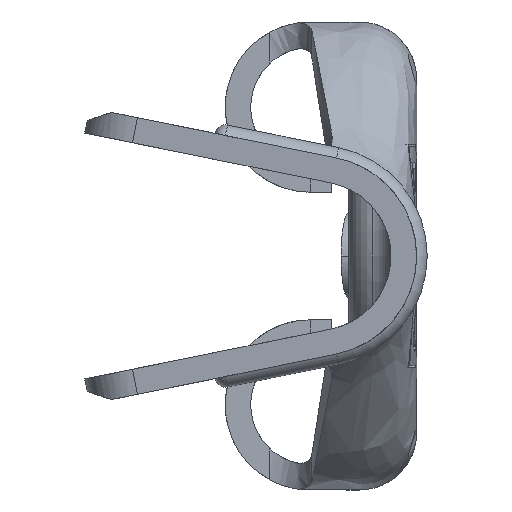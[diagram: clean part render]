
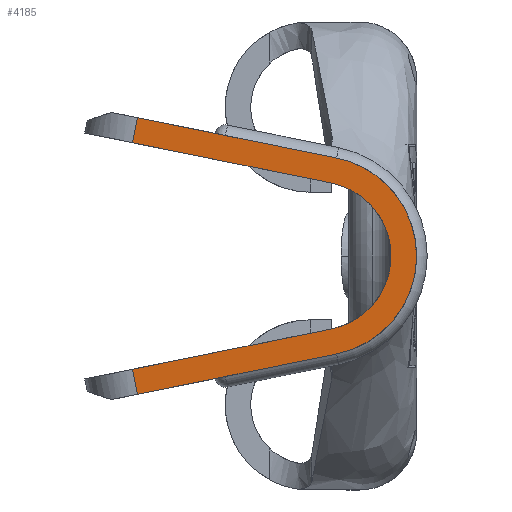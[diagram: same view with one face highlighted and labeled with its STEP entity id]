
A CAD part, left-side view. The second image highlights one B-rep face of the part: STEP entity #4185.
In plain terms, the highlighted planar face has unit normal (-0.996, 0.087, 0).
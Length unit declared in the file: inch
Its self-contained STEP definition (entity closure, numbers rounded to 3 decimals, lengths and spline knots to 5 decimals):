
#61 = EDGE_CURVE ( 'NONE', #2704, #3982, #5298, .T. ) ;
#118 = DIRECTION ( 'NONE',  ( 0.017, 0.199, -0.98 ) ) ;
#152 = EDGE_LOOP ( 'NONE', ( #8327, #2282, #7688, #7790, #3701, #4889, #2693, #1017 ) ) ;
#381 = CARTESIAN_POINT ( 'NONE',  ( -0.46842, 0.10041, -0.05911 ) ) ;
#564 = DIRECTION ( 'NONE',  ( -0.085, -0.976, -0.198 ) ) ;
#568 = CARTESIAN_POINT ( 'NONE',  ( -0.4767, 0.00566, -0.04606 ) ) ;
#596 = VECTOR ( 'NONE', #564, 39.37008 ) ;
#663 = VECTOR ( 'NONE', #118, 39.37008 ) ;
#666 = VERTEX_POINT ( 'NONE', #568 ) ;
#1017 = ORIENTED_EDGE ( 'NONE', *, *, #61, .T. ) ;
#1071 = EDGE_CURVE ( 'NONE', #9213, #666, #8262, .T. ) ;
#1438 = VERTEX_POINT ( 'NONE', #8395 ) ;
#1472 = LINE ( 'NONE', #2798, #7731 ) ;
#1827 = LINE ( 'NONE', #4938, #8089 ) ;
#1834 = EDGE_CURVE ( 'NONE', #2332, #5514, #1472, .T. ) ;
#2189 = CARTESIAN_POINT ( 'NONE',  ( -0.47652, 0.00776, 0.03424 ) ) ;
#2282 = ORIENTED_EDGE ( 'NONE', *, *, #9144, .T. ) ;
#2332 = VERTEX_POINT ( 'NONE', #5255 ) ;
#2491 = PLANE ( 'NONE',  #4171 ) ;
#2592 = LINE ( 'NONE', #9915, #663 ) ;
#2693 = ORIENTED_EDGE ( 'NONE', *, *, #5698, .T. ) ;
#2703 = CARTESIAN_POINT ( 'NONE',  ( -0.47673, 0.00539, -0.04601 ) ) ;
#2704 = VERTEX_POINT ( 'NONE', #2952 ) ;
#2798 = CARTESIAN_POINT ( 'NONE',  ( -0.47673, 0.00539, 0.04601 ) ) ;
#2825 = CARTESIAN_POINT ( 'NONE',  ( -0.4765, 0.00805, -0.0343 ) ) ;
#2952 = CARTESIAN_POINT ( 'NONE',  ( -0.4765, 0.00805, 0.0343 ) ) ;
#3034 = CARTESIAN_POINT ( 'NONE',  ( -0.4767, 0.00566, -0.04606 ) ) ;
#3055 = CARTESIAN_POINT ( 'NONE',  ( -0.46852, 0.09921, -0.06502 ) ) ;
#3069 = CARTESIAN_POINT ( 'NONE',  ( -0.48236, -0.05896, 0.03297 ) ) ;
#3701 = ORIENTED_EDGE ( 'NONE', *, *, #1834, .T. ) ;
#3772 = LINE ( 'NONE', #381, #4293 ) ;
#3982 = VERTEX_POINT ( 'NONE', #9519 ) ;
#4171 = AXIS2_PLACEMENT_3D ( 'NONE', #9064, #4184, #9875 ) ;
#4184 = DIRECTION ( 'NONE',  ( 0.996, -0.087, 0. ) ) ;
#4185 = ADVANCED_FACE ( 'NONE', ( #9508 ), #2491, .F. ) ;
#4293 = VECTOR ( 'NONE', #10146, 39.37008 ) ;
#4491 = DIRECTION ( 'NONE',  ( 0.085, 0.976, 0.198 ) ) ;
#4889 = ORIENTED_EDGE ( 'NONE', *, *, #10364, .T. ) ;
#4938 = CARTESIAN_POINT ( 'NONE',  ( -0.47652, 0.00776, -0.03424 ) ) ;
#4975 =( BOUNDED_CURVE ( )  B_SPLINE_CURVE ( 3, ( #3034, #8759, #3069, #8792 ),
 .UNSPECIFIED., .F., .T. ) 
 B_SPLINE_CURVE_WITH_KNOTS ( ( 4, 4 ),
 ( 1.77076, 4.51242 ),
 .UNSPECIFIED. ) 
 CURVE ( )  GEOMETRIC_REPRESENTATION_ITEM ( )  RATIONAL_B_SPLINE_CURVE ( ( 1., 0.466, 0.466, 1. ) ) 
 REPRESENTATION_ITEM ( '' )  );
#4982 = LINE ( 'NONE', #2189, #596 ) ;
#5255 = CARTESIAN_POINT ( 'NONE',  ( -0.4767, 0.00566, 0.04606 ) ) ;
#5298 =( BOUNDED_CURVE ( )  B_SPLINE_CURVE ( 3, ( #7730, #6908, #9298, #2825 ),
 .UNSPECIFIED., .F., .T. ) 
 B_SPLINE_CURVE_WITH_KNOTS ( ( 4, 4 ),
 ( 1.77076, 4.51242 ),
 .UNSPECIFIED. ) 
 CURVE ( )  GEOMETRIC_REPRESENTATION_ITEM ( )  RATIONAL_B_SPLINE_CURVE ( ( 1., 0.466, 0.466, 1. ) ) 
 REPRESENTATION_ITEM ( '' )  );
#5474 = EDGE_CURVE ( 'NONE', #3982, #1438, #1827, .T. ) ;
#5514 = VERTEX_POINT ( 'NONE', #8167 ) ;
#5698 = EDGE_CURVE ( 'NONE', #9976, #2704, #4982, .T. ) ;
#5748 = DIRECTION ( 'NONE',  ( 0.085, 0.976, -0.198 ) ) ;
#5855 = VECTOR ( 'NONE', #9276, 39.37008 ) ;
#6908 = CARTESIAN_POINT ( 'NONE',  ( -0.48071, -0.04007, 0.02455 ) ) ;
#7655 = EDGE_CURVE ( 'NONE', #666, #2332, #4975, .T. ) ;
#7688 = ORIENTED_EDGE ( 'NONE', *, *, #1071, .T. ) ;
#7730 = CARTESIAN_POINT ( 'NONE',  ( -0.4765, 0.00805, 0.0343 ) ) ;
#7731 = VECTOR ( 'NONE', #4491, 39.37008 ) ;
#7790 = ORIENTED_EDGE ( 'NONE', *, *, #7655, .T. ) ;
#8089 = VECTOR ( 'NONE', #5748, 39.37008 ) ;
#8167 = CARTESIAN_POINT ( 'NONE',  ( -0.46852, 0.09921, 0.06502 ) ) ;
#8262 = LINE ( 'NONE', #2703, #5855 ) ;
#8327 = ORIENTED_EDGE ( 'NONE', *, *, #5474, .T. ) ;
#8395 = CARTESIAN_POINT ( 'NONE',  ( -0.46831, 0.10159, -0.05326 ) ) ;
#8759 = CARTESIAN_POINT ( 'NONE',  ( -0.48236, -0.05896, -0.03297 ) ) ;
#8792 = CARTESIAN_POINT ( 'NONE',  ( -0.4767, 0.00566, 0.04606 ) ) ;
#9064 = CARTESIAN_POINT ( 'NONE',  ( -0.48, -0.032, -0.1075 ) ) ;
#9144 = EDGE_CURVE ( 'NONE', #1438, #9213, #3772, .T. ) ;
#9213 = VERTEX_POINT ( 'NONE', #3055 ) ;
#9276 = DIRECTION ( 'NONE',  ( -0.085, -0.976, 0.198 ) ) ;
#9298 = CARTESIAN_POINT ( 'NONE',  ( -0.48071, -0.04007, -0.02455 ) ) ;
#9494 = CARTESIAN_POINT ( 'NONE',  ( -0.46831, 0.10159, 0.05326 ) ) ;
#9508 = FACE_OUTER_BOUND ( 'NONE', #152, .T. ) ;
#9519 = CARTESIAN_POINT ( 'NONE',  ( -0.4765, 0.00805, -0.0343 ) ) ;
#9875 = DIRECTION ( 'NONE',  ( 0.087, 0.996, 0. ) ) ;
#9915 = CARTESIAN_POINT ( 'NONE',  ( -0.46831, 0.1016, 0.05323 ) ) ;
#9976 = VERTEX_POINT ( 'NONE', #9494 ) ;
#10146 = DIRECTION ( 'NONE',  ( -0.017, -0.199, -0.98 ) ) ;
#10364 = EDGE_CURVE ( 'NONE', #5514, #9976, #2592, .T. ) ;
